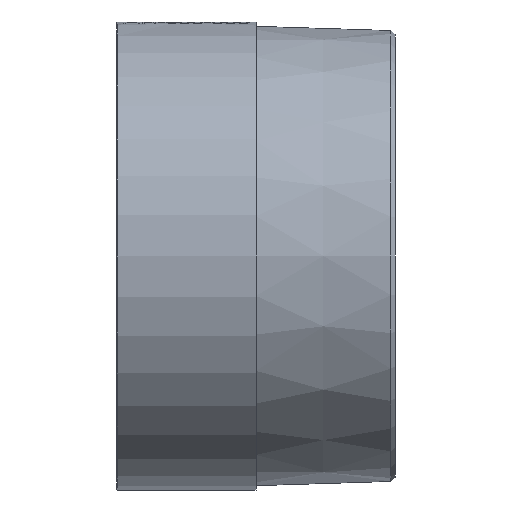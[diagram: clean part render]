
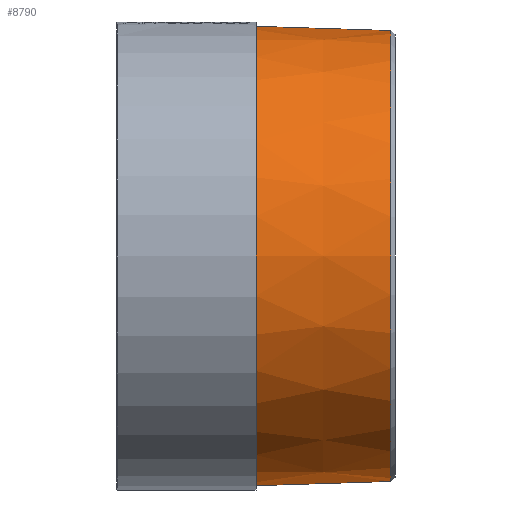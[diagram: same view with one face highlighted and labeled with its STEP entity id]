
A CAD part, front view. The second image highlights one B-rep face of the part: STEP entity #8790.
In plain terms, the highlighted conical face has half-angle 1.79 degrees and reference radius 81.069 mm.
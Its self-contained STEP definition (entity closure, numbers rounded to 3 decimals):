
#39 = DIRECTION ( 'NONE',  ( 0., 0., 1. ) ) ;
#782 = VERTEX_POINT ( 'NONE', #6278 ) ;
#922 = CARTESIAN_POINT ( 'NONE',  ( 98.472, 0., 81.069 ) ) ;
#1182 = CIRCLE ( 'NONE', #18657, 82.584 ) ;
#1436 = VERTEX_POINT ( 'NONE', #922 ) ;
#1608 = FACE_OUTER_BOUND ( 'NONE', #8040, .T. ) ;
#1859 = DIRECTION ( 'NONE',  ( -1., 0., 0. ) ) ;
#1914 = VERTEX_POINT ( 'NONE', #8642 ) ;
#3481 = CIRCLE ( 'NONE', #27035, 81.069 ) ;
#4004 = CARTESIAN_POINT ( 'NONE',  ( 98.472, 0., 81.069 ) ) ;
#4794 = EDGE_CURVE ( 'NONE', #1914, #1436, #3481, .T. ) ;
#5107 = CARTESIAN_POINT ( 'NONE',  ( 98.472, 0., -81.069 ) ) ;
#5124 = CONICAL_SURFACE ( 'NONE', #25182, 81.069, 0.031 ) ;
#6118 = EDGE_CURVE ( 'NONE', #1914, #19250, #12686, .T. ) ;
#6278 = CARTESIAN_POINT ( 'NONE',  ( 50., 0., 82.584 ) ) ;
#7205 = DIRECTION ( 'NONE',  ( 0., 0., 1. ) ) ;
#7285 = CARTESIAN_POINT ( 'NONE',  ( 50., 0., 0. ) ) ;
#7346 = CARTESIAN_POINT ( 'NONE',  ( 98.472, 0., 0. ) ) ;
#8040 = EDGE_LOOP ( 'NONE', ( #21108, #20324, #27094, #18878 ) ) ;
#8521 = CARTESIAN_POINT ( 'NONE',  ( 98.472, 0., 0. ) ) ;
#8642 = CARTESIAN_POINT ( 'NONE',  ( 98.472, 0., -81.069 ) ) ;
#8790 = ADVANCED_FACE ( 'NONE', ( #1608 ), #5124, .T. ) ;
#9937 = CARTESIAN_POINT ( 'NONE',  ( 50., 0., -82.584 ) ) ;
#11128 = EDGE_CURVE ( 'NONE', #19250, #782, #1182, .T. ) ;
#12686 = LINE ( 'NONE', #5107, #15142 ) ;
#15142 = VECTOR ( 'NONE', #25406, 1000. ) ;
#17535 = LINE ( 'NONE', #4004, #18227 ) ;
#17564 = DIRECTION ( 'NONE',  ( -1., 0., 0.031 ) ) ;
#18227 = VECTOR ( 'NONE', #17564, 1000. ) ;
#18657 = AXIS2_PLACEMENT_3D ( 'NONE', #7285, #20726, #39 ) ;
#18712 = DIRECTION ( 'NONE',  ( 0., 0., 1. ) ) ;
#18878 = ORIENTED_EDGE ( 'NONE', *, *, #11128, .F. ) ;
#19250 = VERTEX_POINT ( 'NONE', #9937 ) ;
#20324 = ORIENTED_EDGE ( 'NONE', *, *, #4794, .T. ) ;
#20726 = DIRECTION ( 'NONE',  ( -1., 0., 0. ) ) ;
#21108 = ORIENTED_EDGE ( 'NONE', *, *, #6118, .F. ) ;
#25182 = AXIS2_PLACEMENT_3D ( 'NONE', #8521, #1859, #7205 ) ;
#25406 = DIRECTION ( 'NONE',  ( -1., 0., -0.031 ) ) ;
#26873 = EDGE_CURVE ( 'NONE', #1436, #782, #17535, .T. ) ;
#27035 = AXIS2_PLACEMENT_3D ( 'NONE', #7346, #27733, #18712 ) ;
#27094 = ORIENTED_EDGE ( 'NONE', *, *, #26873, .T. ) ;
#27733 = DIRECTION ( 'NONE',  ( -1., 0., 0. ) ) ;
